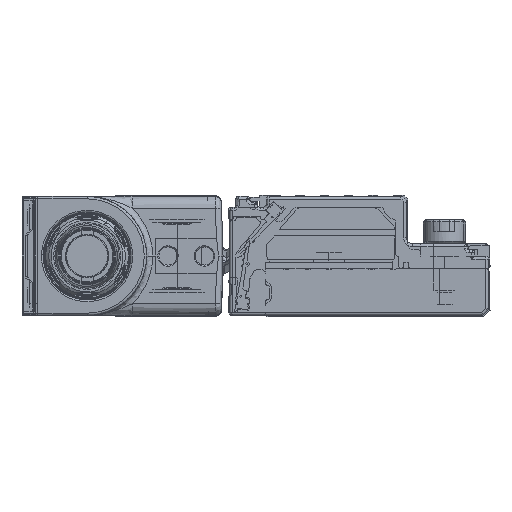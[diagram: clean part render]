
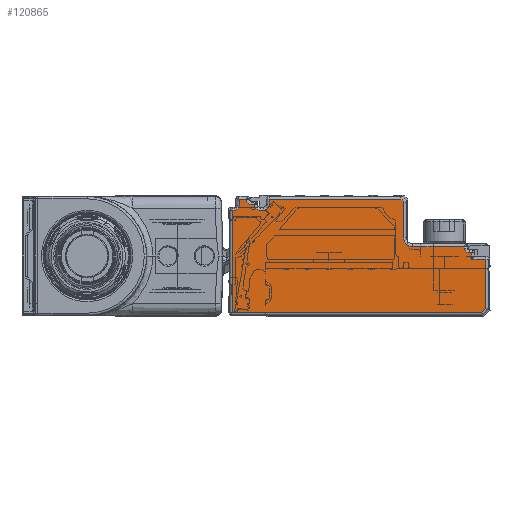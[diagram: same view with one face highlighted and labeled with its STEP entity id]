
A CAD part, left-side view. The second image highlights one B-rep face of the part: STEP entity #120865.
In plain terms, the highlighted planar face has unit normal (-1, 0, 0).
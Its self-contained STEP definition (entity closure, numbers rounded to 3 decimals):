
#120583=AXIS2_PLACEMENT_3D('Circle Axis2P3D',#120581,#120582,$) ;
#120722=AXIS2_PLACEMENT_3D('Plane Axis2P3D',#120719,#120720,#120721) ;
#120745=AXIS2_PLACEMENT_3D('Circle Axis2P3D',#120743,#120744,$) ;
#120759=AXIS2_PLACEMENT_3D('Circle Axis2P3D',#120757,#120758,$) ;
#120780=AXIS2_PLACEMENT_3D('Circle Axis2P3D',#120778,#120779,$) ;
#120794=AXIS2_PLACEMENT_3D('Circle Axis2P3D',#120792,#120793,$) ;
#120808=AXIS2_PLACEMENT_3D('Circle Axis2P3D',#120806,#120807,$) ;
#120829=AXIS2_PLACEMENT_3D('Circle Axis2P3D',#120827,#120828,$) ;
#117736=CARTESIAN_POINT('Vertex',(-1278.,42.3,-7.3)) ;
#117739=CARTESIAN_POINT('Line Origine',(-1278.,42.3,2.)) ;
#117743=CARTESIAN_POINT('Vertex',(-1278.,42.3,9.5)) ;
#118067=CARTESIAN_POINT('Vertex',(-1278.,1.407,-7.3)) ;
#118070=CARTESIAN_POINT('Line Origine',(-1278.,23.168,-7.3)) ;
#118107=CARTESIAN_POINT('Vertex',(-1278.,0.7,-6.593)) ;
#118110=CARTESIAN_POINT('Line Origine',(-1278.,-1.246,-4.646)) ;
#118147=CARTESIAN_POINT('Vertex',(-1278.,0.7,1.5)) ;
#118150=CARTESIAN_POINT('Line Origine',(-1278.,0.7,2.)) ;
#120498=CARTESIAN_POINT('Vertex',(-1278.,3.,2.5)) ;
#120554=CARTESIAN_POINT('Vertex',(-1278.,3.4,2.5)) ;
#120557=CARTESIAN_POINT('Line Origine',(-1278.,21.5,2.5)) ;
#120578=CARTESIAN_POINT('Vertex',(-1278.,4.2,3.3)) ;
#120581=CARTESIAN_POINT('Axis2P3D Location',(-1278.,3.4,3.3)) ;
#120704=CARTESIAN_POINT('Vertex',(-1278.,3.,1.5)) ;
#120707=CARTESIAN_POINT('Line Origine',(-1278.,21.5,1.5)) ;
#120719=CARTESIAN_POINT('Axis2P3D Location',(-1278.,0.2,-7.8)) ;
#120724=CARTESIAN_POINT('Line Origine',(-1278.,3.,2.)) ;
#120729=CARTESIAN_POINT('Line Origine',(-1278.,4.2,3.4)) ;
#120733=CARTESIAN_POINT('Vertex',(-1278.,4.2,3.5)) ;
#120736=CARTESIAN_POINT('Line Origine',(-1278.,8.45,3.5)) ;
#120740=CARTESIAN_POINT('Vertex',(-1278.,12.7,3.5)) ;
#120743=CARTESIAN_POINT('Axis2P3D Location',(-1278.,12.7,5.)) ;
#120747=CARTESIAN_POINT('Vertex',(-1278.,14.2,5.)) ;
#120750=CARTESIAN_POINT('Line Origine',(-1278.,14.2,7.9)) ;
#120754=CARTESIAN_POINT('Vertex',(-1278.,14.2,10.8)) ;
#120757=CARTESIAN_POINT('Axis2P3D Location',(-1278.,14.7,10.8)) ;
#120761=CARTESIAN_POINT('Vertex',(-1278.,14.7,11.3)) ;
#120764=CARTESIAN_POINT('Line Origine',(-1278.,25.5,11.3)) ;
#120768=CARTESIAN_POINT('Vertex',(-1278.,36.3,11.3)) ;
#120771=CARTESIAN_POINT('Line Origine',(-1278.,36.3,10.9)) ;
#120775=CARTESIAN_POINT('Vertex',(-1278.,36.3,10.5)) ;
#120778=CARTESIAN_POINT('Axis2P3D Location',(-1278.,37.3,10.5)) ;
#120782=CARTESIAN_POINT('Vertex',(-1278.,37.3,9.5)) ;
#120785=CARTESIAN_POINT('Line Origine',(-1278.,37.55,9.5)) ;
#120789=CARTESIAN_POINT('Vertex',(-1278.,37.8,9.5)) ;
#120792=CARTESIAN_POINT('Axis2P3D Location',(-1278.,37.8,10.5)) ;
#120796=CARTESIAN_POINT('Vertex',(-1278.,38.8,10.5)) ;
#120799=CARTESIAN_POINT('Line Origine',(-1278.,39.05,10.5)) ;
#120803=CARTESIAN_POINT('Vertex',(-1278.,39.3,10.5)) ;
#120806=CARTESIAN_POINT('Axis2P3D Location',(-1278.,39.3,11.3)) ;
#120810=CARTESIAN_POINT('Vertex',(-1278.,40.1,11.3)) ;
#120813=CARTESIAN_POINT('Line Origine',(-1278.,40.7,11.3)) ;
#120817=CARTESIAN_POINT('Vertex',(-1278.,41.3,11.3)) ;
#120820=CARTESIAN_POINT('Line Origine',(-1278.,41.3,10.8)) ;
#120824=CARTESIAN_POINT('Vertex',(-1278.,41.3,10.3)) ;
#120827=CARTESIAN_POINT('Axis2P3D Location',(-1278.,42.1,10.3)) ;
#120831=CARTESIAN_POINT('Vertex',(-1278.,42.1,9.5)) ;
#120834=CARTESIAN_POINT('Line Origine',(-1278.,42.2,9.5)) ;
#117740=DIRECTION('Vector Direction',(0.,0.,1.)) ;
#118071=DIRECTION('Vector Direction',(0.,1.,0.)) ;
#118111=DIRECTION('Vector Direction',(0.,0.707,-0.707)) ;
#118151=DIRECTION('Vector Direction',(0.,0.,-1.)) ;
#120558=DIRECTION('Vector Direction',(0.,-1.,0.)) ;
#120582=DIRECTION('Axis2P3D Direction',(1.,0.,0.)) ;
#120708=DIRECTION('Vector Direction',(0.,-1.,0.)) ;
#120720=DIRECTION('Axis2P3D Direction',(-1.,0.,0.)) ;
#120721=DIRECTION('Axis2P3D XDirection',(0.,0.,1.)) ;
#120725=DIRECTION('Vector Direction',(0.,0.,1.)) ;
#120730=DIRECTION('Vector Direction',(0.,0.,-1.)) ;
#120737=DIRECTION('Vector Direction',(0.,1.,0.)) ;
#120744=DIRECTION('Axis2P3D Direction',(-1.,0.,0.)) ;
#120751=DIRECTION('Vector Direction',(0.,0.,1.)) ;
#120758=DIRECTION('Axis2P3D Direction',(-1.,0.,0.)) ;
#120765=DIRECTION('Vector Direction',(0.,1.,0.)) ;
#120772=DIRECTION('Vector Direction',(0.,0.,-1.)) ;
#120779=DIRECTION('Axis2P3D Direction',(-1.,0.,0.)) ;
#120786=DIRECTION('Vector Direction',(0.,1.,0.)) ;
#120793=DIRECTION('Axis2P3D Direction',(-1.,0.,0.)) ;
#120800=DIRECTION('Vector Direction',(0.,-1.,0.)) ;
#120807=DIRECTION('Axis2P3D Direction',(-1.,0.,0.)) ;
#120814=DIRECTION('Vector Direction',(0.,1.,0.)) ;
#120821=DIRECTION('Vector Direction',(0.,0.,-1.)) ;
#120828=DIRECTION('Axis2P3D Direction',(-1.,0.,0.)) ;
#120835=DIRECTION('Vector Direction',(0.,1.,0.)) ;
#117741=VECTOR('Line Direction',#117740,1.) ;
#118072=VECTOR('Line Direction',#118071,1.) ;
#118112=VECTOR('Line Direction',#118111,1.) ;
#118152=VECTOR('Line Direction',#118151,1.) ;
#120559=VECTOR('Line Direction',#120558,1.) ;
#120709=VECTOR('Line Direction',#120708,1.) ;
#120726=VECTOR('Line Direction',#120725,1.) ;
#120731=VECTOR('Line Direction',#120730,1.) ;
#120738=VECTOR('Line Direction',#120737,1.) ;
#120752=VECTOR('Line Direction',#120751,1.) ;
#120766=VECTOR('Line Direction',#120765,1.) ;
#120773=VECTOR('Line Direction',#120772,1.) ;
#120787=VECTOR('Line Direction',#120786,1.) ;
#120801=VECTOR('Line Direction',#120800,1.) ;
#120815=VECTOR('Line Direction',#120814,1.) ;
#120822=VECTOR('Line Direction',#120821,1.) ;
#120836=VECTOR('Line Direction',#120835,1.) ;
#120840=ORIENTED_EDGE('',*,*,#120728,.T.) ;
#120841=ORIENTED_EDGE('',*,*,#120561,.T.) ;
#120842=ORIENTED_EDGE('',*,*,#120585,.T.) ;
#120843=ORIENTED_EDGE('',*,*,#120735,.T.) ;
#120844=ORIENTED_EDGE('',*,*,#120742,.T.) ;
#120845=ORIENTED_EDGE('',*,*,#120749,.T.) ;
#120846=ORIENTED_EDGE('',*,*,#120756,.T.) ;
#120847=ORIENTED_EDGE('',*,*,#120763,.T.) ;
#120848=ORIENTED_EDGE('',*,*,#120770,.T.) ;
#120849=ORIENTED_EDGE('',*,*,#120777,.T.) ;
#120850=ORIENTED_EDGE('',*,*,#120784,.T.) ;
#120851=ORIENTED_EDGE('',*,*,#120791,.T.) ;
#120852=ORIENTED_EDGE('',*,*,#120798,.T.) ;
#120853=ORIENTED_EDGE('',*,*,#120805,.T.) ;
#120854=ORIENTED_EDGE('',*,*,#120812,.T.) ;
#120855=ORIENTED_EDGE('',*,*,#120819,.T.) ;
#120856=ORIENTED_EDGE('',*,*,#120826,.T.) ;
#120857=ORIENTED_EDGE('',*,*,#120833,.T.) ;
#120858=ORIENTED_EDGE('',*,*,#120838,.T.) ;
#120859=ORIENTED_EDGE('',*,*,#117745,.T.) ;
#120860=ORIENTED_EDGE('',*,*,#118074,.T.) ;
#120861=ORIENTED_EDGE('',*,*,#118114,.T.) ;
#120862=ORIENTED_EDGE('',*,*,#118154,.T.) ;
#120863=ORIENTED_EDGE('',*,*,#120711,.T.) ;
#120865=ADVANCED_FACE('\X2\FF8AFF9FFF70FF82\X0\ \X2\FF8EFF9EFF83FF9EFF68FF70\X0\',(#120864),#120723,.T.) ;
#120584=CIRCLE('generated circle',#120583,0.8) ;
#120746=CIRCLE('generated circle',#120745,1.5) ;
#120760=CIRCLE('generated circle',#120759,0.5) ;
#120781=CIRCLE('generated circle',#120780,1.) ;
#120795=CIRCLE('generated circle',#120794,1.) ;
#120809=CIRCLE('generated circle',#120808,0.8) ;
#120830=CIRCLE('generated circle',#120829,0.8) ;
#117745=EDGE_CURVE('',#117744,#117737,#117742,.F.) ;
#118074=EDGE_CURVE('',#117737,#118068,#118073,.F.) ;
#118114=EDGE_CURVE('',#118068,#118108,#118113,.F.) ;
#118154=EDGE_CURVE('',#118108,#118148,#118153,.F.) ;
#120561=EDGE_CURVE('',#120499,#120555,#120560,.F.) ;
#120585=EDGE_CURVE('',#120555,#120579,#120584,.T.) ;
#120711=EDGE_CURVE('',#118148,#120705,#120710,.F.) ;
#120728=EDGE_CURVE('',#120705,#120499,#120727,.T.) ;
#120735=EDGE_CURVE('',#120579,#120734,#120732,.F.) ;
#120742=EDGE_CURVE('',#120734,#120741,#120739,.T.) ;
#120749=EDGE_CURVE('',#120741,#120748,#120746,.F.) ;
#120756=EDGE_CURVE('',#120748,#120755,#120753,.T.) ;
#120763=EDGE_CURVE('',#120755,#120762,#120760,.T.) ;
#120770=EDGE_CURVE('',#120762,#120769,#120767,.T.) ;
#120777=EDGE_CURVE('',#120769,#120776,#120774,.T.) ;
#120784=EDGE_CURVE('',#120776,#120783,#120781,.F.) ;
#120791=EDGE_CURVE('',#120783,#120790,#120788,.T.) ;
#120798=EDGE_CURVE('',#120790,#120797,#120795,.F.) ;
#120805=EDGE_CURVE('',#120797,#120804,#120802,.F.) ;
#120812=EDGE_CURVE('',#120804,#120811,#120809,.F.) ;
#120819=EDGE_CURVE('',#120811,#120818,#120816,.T.) ;
#120826=EDGE_CURVE('',#120818,#120825,#120823,.T.) ;
#120833=EDGE_CURVE('',#120825,#120832,#120830,.F.) ;
#120838=EDGE_CURVE('',#120832,#117744,#120837,.T.) ;
#120839=EDGE_LOOP('',(#120840,#120841,#120842,#120843,#120844,#120845,#120846,#120847,#120848,#120849,#120850,#120851,#120852,#120853,#120854,#120855,#120856,#120857,#120858,#120859,#120860,#120861,#120862,#120863)) ;
#120864=FACE_OUTER_BOUND('',#120839,.T.) ;
#117742=LINE('Line',#117739,#117741) ;
#118073=LINE('Line',#118070,#118072) ;
#118113=LINE('Line',#118110,#118112) ;
#118153=LINE('Line',#118150,#118152) ;
#120560=LINE('Line',#120557,#120559) ;
#120710=LINE('Line',#120707,#120709) ;
#120727=LINE('Line',#120724,#120726) ;
#120732=LINE('Line',#120729,#120731) ;
#120739=LINE('Line',#120736,#120738) ;
#120753=LINE('Line',#120750,#120752) ;
#120767=LINE('Line',#120764,#120766) ;
#120774=LINE('Line',#120771,#120773) ;
#120788=LINE('Line',#120785,#120787) ;
#120802=LINE('Line',#120799,#120801) ;
#120816=LINE('Line',#120813,#120815) ;
#120823=LINE('Line',#120820,#120822) ;
#120837=LINE('Line',#120834,#120836) ;
#120723=PLANE('',#120722) ;
#117737=VERTEX_POINT('',#117736) ;
#117744=VERTEX_POINT('',#117743) ;
#118068=VERTEX_POINT('',#118067) ;
#118108=VERTEX_POINT('',#118107) ;
#118148=VERTEX_POINT('',#118147) ;
#120499=VERTEX_POINT('',#120498) ;
#120555=VERTEX_POINT('',#120554) ;
#120579=VERTEX_POINT('',#120578) ;
#120705=VERTEX_POINT('',#120704) ;
#120734=VERTEX_POINT('',#120733) ;
#120741=VERTEX_POINT('',#120740) ;
#120748=VERTEX_POINT('',#120747) ;
#120755=VERTEX_POINT('',#120754) ;
#120762=VERTEX_POINT('',#120761) ;
#120769=VERTEX_POINT('',#120768) ;
#120776=VERTEX_POINT('',#120775) ;
#120783=VERTEX_POINT('',#120782) ;
#120790=VERTEX_POINT('',#120789) ;
#120797=VERTEX_POINT('',#120796) ;
#120804=VERTEX_POINT('',#120803) ;
#120811=VERTEX_POINT('',#120810) ;
#120818=VERTEX_POINT('',#120817) ;
#120825=VERTEX_POINT('',#120824) ;
#120832=VERTEX_POINT('',#120831) ;
